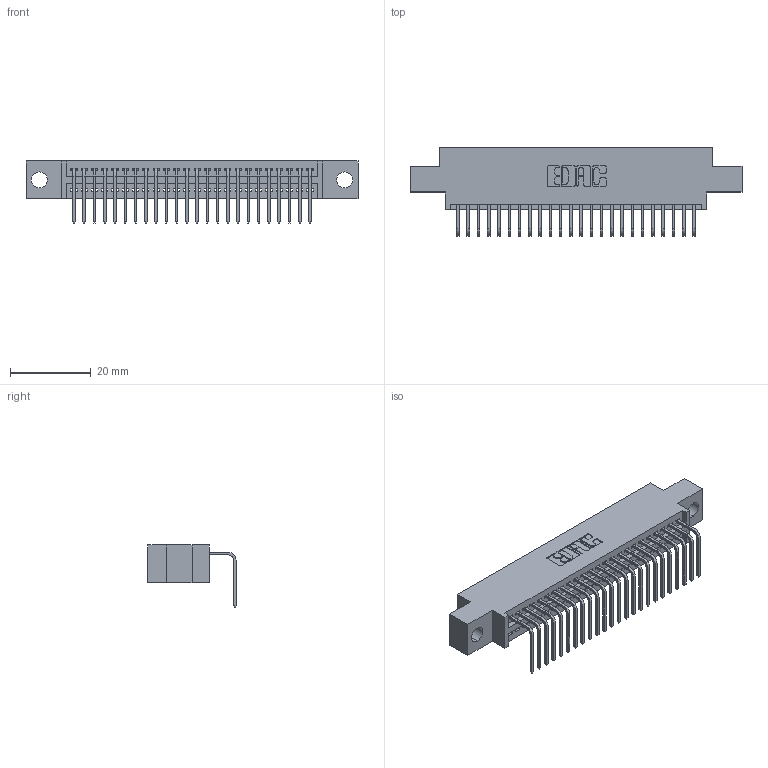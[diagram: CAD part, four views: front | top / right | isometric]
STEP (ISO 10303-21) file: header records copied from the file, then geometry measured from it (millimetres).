
FILE_DESCRIPTION (( 'STEP AP203' ), '1' );
FILE_NAME ('345-024-558-604.STEP', '2021-06-09T16:16:17', ( '' ), ( '' ), 'SwSTEP 2.0', 'SolidWorks 2020', '' );
FILE_SCHEMA (( 'CONFIG_CONTROL_DESIGN' ));
Length unit declared in the file: inch
Products named in the file (3): 345-292-001_558 Tail - 2; 345 Part_0.170 Offset - 0.156 Dia-TI; 345-024-558-604
Assembly tree (25 placements, depth 2):
  345-024-558-604
    345 Part_0.170 Offset - 0.156 Dia-TI
    345-292-001_558 Tail - 2  x24
Bounding box: 82.17 x 21.83 x 15.37 mm (x, y, z)
Volume: 7517.7 mm3; surface area: 10184.6 mm2
Topology: 25 solids, 25 shells, 1584 faces, 4757 edges, 3138 vertices
Faces by surface type: plane 1106, cylinder 478
Entity records: 21121 total; most frequent: CARTESIAN_POINT 3670, ORIENTED_EDGE 3626, DIRECTION 3229, EDGE_CURVE 1813, LINE 1585, VECTOR 1585, VERTEX_POINT 1206, AXIS2_PLACEMENT_3D 822
